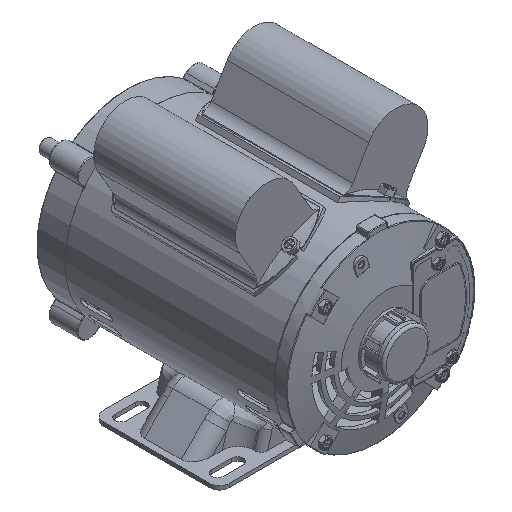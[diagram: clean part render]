
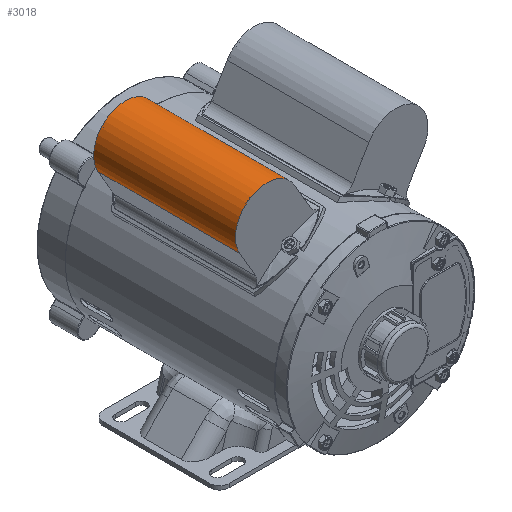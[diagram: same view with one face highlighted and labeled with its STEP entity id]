
A CAD part, isometric view. The second image highlights one B-rep face of the part: STEP entity #3018.
In plain terms, the highlighted cylindrical face has radius 25 mm (diameter 50 mm), a partial arc.
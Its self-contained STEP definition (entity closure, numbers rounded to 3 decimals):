
#967=FACE_OUTER_BOUND('',#10680,.T.);
#3018=ADVANCED_FACE('',(#967),#4522,.T.);
#4522=CYLINDRICAL_SURFACE('',#27667,25.);
#4914=CIRCLE('',#27649,25.);
#4918=CIRCLE('',#27655,25.);
#6214=LINE('',#42307,#8079);
#6220=LINE('',#42327,#8085);
#8079=VECTOR('',#30608,1.);
#8085=VECTOR('',#30626,1.);
#10680=EDGE_LOOP('',(#13181,#13182,#13183,#13184));
#13181=ORIENTED_EDGE('',*,*,#23135,.T.);
#13182=ORIENTED_EDGE('',*,*,#23124,.F.);
#13183=ORIENTED_EDGE('',*,*,#23125,.F.);
#13184=ORIENTED_EDGE('',*,*,#23134,.T.);
#20409=VERTEX_POINT('',#42301);
#20412=VERTEX_POINT('',#42306);
#20413=VERTEX_POINT('',#42310);
#20420=VERTEX_POINT('',#42326);
#23124=EDGE_CURVE('',#20412,#20409,#6214,.T.);
#23125=EDGE_CURVE('',#20413,#20412,#4914,.T.);
#23134=EDGE_CURVE('',#20413,#20420,#6220,.T.);
#23135=EDGE_CURVE('',#20420,#20409,#4918,.T.);
#27649=AXIS2_PLACEMENT_3D('',#42309,#30611,#30612);
#27655=AXIS2_PLACEMENT_3D('',#42329,#30629,#30630);
#27667=AXIS2_PLACEMENT_3D('',#42518,#30675,#30676);
#30608=DIRECTION('',(0.,1.,0.));
#30611=DIRECTION('',(0.,-1.,0.));
#30612=DIRECTION('',(0.,0.,1.));
#30626=DIRECTION('',(0.,1.,0.));
#30629=DIRECTION('',(0.,-1.,0.));
#30630=DIRECTION('',(0.,0.,1.));
#30675=DIRECTION('',(0.,1.,0.));
#30676=DIRECTION('',(-0.866,0.,-0.5));
#42301=CARTESIAN_POINT('',(-72.636,138.5,75.809));
#42306=CARTESIAN_POINT('',(-72.636,26.5,75.809));
#42307=CARTESIAN_POINT('',(-72.636,82.5,75.809));
#42309=CARTESIAN_POINT('',(-50.985,26.5,88.309));
#42310=CARTESIAN_POINT('',(-29.334,26.5,100.809));
#42326=CARTESIAN_POINT('',(-29.334,138.5,100.809));
#42327=CARTESIAN_POINT('',(-29.334,26.5,100.809));
#42329=CARTESIAN_POINT('',(-50.985,138.5,88.309));
#42518=CARTESIAN_POINT('',(-50.985,26.5,88.309));
